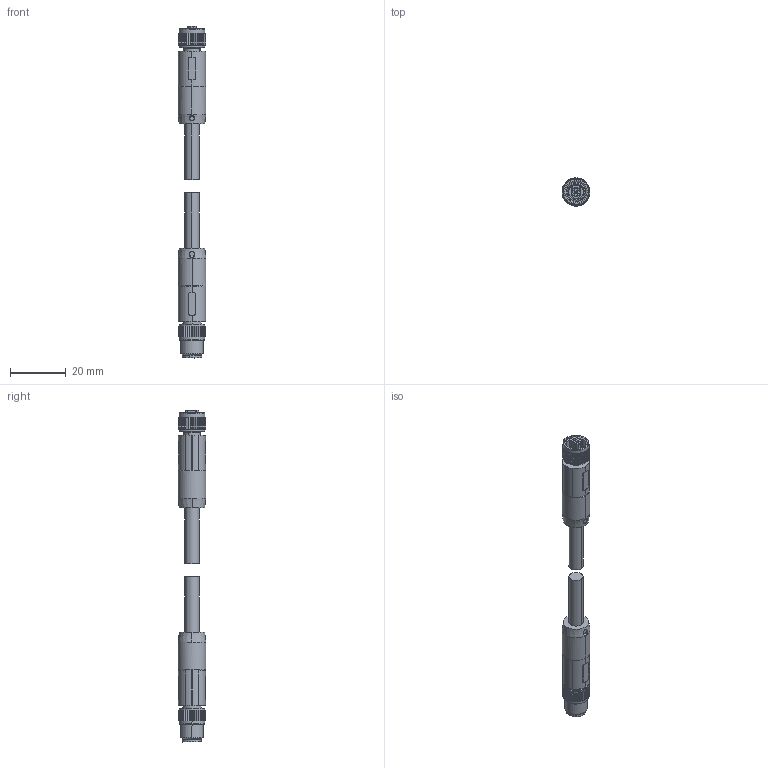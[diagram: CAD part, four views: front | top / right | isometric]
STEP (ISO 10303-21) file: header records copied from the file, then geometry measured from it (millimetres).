
FILE_DESCRIPTION(('CATIA V5 STEP Exchange','CAx-IF Rec.Pracs.--- Model Styling and Organization---1.4--- 2014-01-23'),'2;1');
FILE_NAME ('1233444-6_0', '2020-09-05T10:20:36+00:00', ('none'), ('Weidmueller'), 'CATIA Version 5-6 Release 2016 SP3 HF44', 'CATIA V5 STEP AP214', 'none');
FILE_SCHEMA(('AUTOMOTIVE_DESIGN { 1 0 10303 214 1 1 1 1 }'));
Products named in the file (1): 2726060020
Bounding box: 10 x 10 x 119.1 mm (x, y, z)
Volume: 5991.7 mm3; surface area: 5610.8 mm2
Topology: 14 solids, 14 shells, 1405 faces, 3845 edges, 2492 vertices
Faces by surface type: cylinder 670, plane 586, cone 115, torus 32, extrusion 2
Entity records: 48536 total; most frequent: CARTESIAN_POINT 15895, ORIENTED_EDGE 7690, DIRECTION 5202, EDGE_CURVE 3845, VERTEX_POINT 2492, AXIS2_PLACEMENT_3D 2022, VECTOR 1933, LINE 1931
